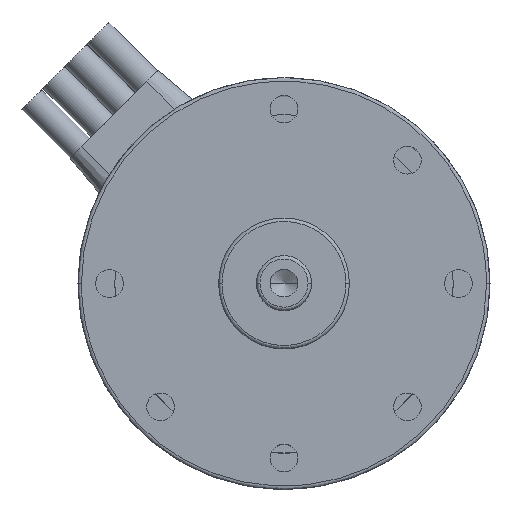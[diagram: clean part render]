
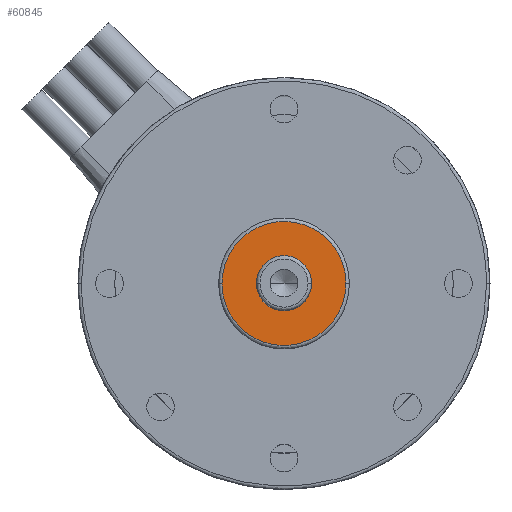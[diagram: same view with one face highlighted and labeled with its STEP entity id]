
A CAD part, top view. The second image highlights one B-rep face of the part: STEP entity #60845.
In plain terms, the highlighted planar face has unit normal (0, 0, 1).
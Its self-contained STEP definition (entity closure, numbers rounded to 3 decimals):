
#3738 = CARTESIAN_POINT ( 'NONE',  ( -9.025, 0., 3.5 ) ) ;
#4141 = DIRECTION ( 'NONE',  ( 1., 0., 0. ) ) ;
#7271 = ORIENTED_EDGE ( 'NONE', *, *, #69021, .T. ) ;
#7465 = CARTESIAN_POINT ( 'NONE',  ( 4., 0., 3.5 ) ) ;
#9775 = CARTESIAN_POINT ( 'NONE',  ( 9.025, 18.05, 3.5 ) ) ;
#10147 = CARTESIAN_POINT ( 'NONE',  ( 9.025, 0., 3.5 ) ) ;
#10262 = AXIS2_PLACEMENT_3D ( 'NONE', #51302, #45823, #29369 ) ;
#13133 = CARTESIAN_POINT ( 'NONE',  ( -4., 0., 3.5 ) ) ;
#14731 = CARTESIAN_POINT ( 'NONE',  ( -9.025, -18.05, 3.5 ) ) ;
#15496 = CARTESIAN_POINT ( 'NONE',  ( 0., 0., 3.5 ) ) ;
#16222 = DIRECTION ( 'NONE',  ( 0., 0., 1. ) ) ;
#21529 = EDGE_LOOP ( 'NONE', ( #52856, #55282 ) ) ;
#21653 = VERTEX_POINT ( 'NONE', #7465 ) ;
#28114 = AXIS2_PLACEMENT_3D ( 'NONE', #35630, #52403, #64112 ) ;
#28237 = VERTEX_POINT ( 'NONE', #13133 ) ;
#29369 = DIRECTION ( 'NONE',  ( -1., 0., 0. ) ) ;
#29411 = EDGE_CURVE ( 'NONE', #38647, #72138, #64084, .T. ) ;
#31918 = EDGE_LOOP ( 'NONE', ( #37942, #7271 ) ) ;
#32077 = CARTESIAN_POINT ( 'NONE',  ( -9.025, 0., 3.5 ) ) ;
#33784 =( BOUNDED_CURVE ( )  B_SPLINE_CURVE ( 3, ( #47618, #53433, #14731, #3738 ),
 .UNSPECIFIED., .F., .F. ) 
 B_SPLINE_CURVE_WITH_KNOTS ( ( 4, 4 ),
 ( 0., 1. ),
 .UNSPECIFIED. ) 
 CURVE ( )  GEOMETRIC_REPRESENTATION_ITEM ( )  RATIONAL_B_SPLINE_CURVE ( ( 1., 0.333, 0.333, 1. ) ) 
 REPRESENTATION_ITEM ( '' )  );
#35630 = CARTESIAN_POINT ( 'NONE',  ( 0., 0., 3.5 ) ) ;
#37786 = FACE_OUTER_BOUND ( 'NONE', #21529, .T. ) ;
#37942 = ORIENTED_EDGE ( 'NONE', *, *, #51810, .T. ) ;
#38154 = PLANE ( 'NONE',  #57059 ) ;
#38647 = VERTEX_POINT ( 'NONE', #63485 ) ;
#42701 = EDGE_CURVE ( 'NONE', #72138, #38647, #33784, .T. ) ;
#43757 = CARTESIAN_POINT ( 'NONE',  ( -9.025, 18.05, 3.5 ) ) ;
#45823 = DIRECTION ( 'NONE',  ( 0., 0., -1. ) ) ;
#47618 = CARTESIAN_POINT ( 'NONE',  ( 9.025, 0., 3.5 ) ) ;
#51302 = CARTESIAN_POINT ( 'NONE',  ( 0., 0., 3.5 ) ) ;
#51810 = EDGE_CURVE ( 'NONE', #28237, #21653, #52552, .T. ) ;
#52403 = DIRECTION ( 'NONE',  ( 0., 0., -1. ) ) ;
#52552 = CIRCLE ( 'NONE', #28114, 4. ) ;
#52856 = ORIENTED_EDGE ( 'NONE', *, *, #29411, .F. ) ;
#53433 = CARTESIAN_POINT ( 'NONE',  ( 9.025, -18.05, 3.5 ) ) ;
#53840 = CARTESIAN_POINT ( 'NONE',  ( 9.025, 0., 3.5 ) ) ;
#54205 = FACE_BOUND ( 'NONE', #31918, .T. ) ;
#55282 = ORIENTED_EDGE ( 'NONE', *, *, #42701, .F. ) ;
#57059 = AXIS2_PLACEMENT_3D ( 'NONE', #15496, #16222, #4141 ) ;
#60845 = ADVANCED_FACE ( 'NONE', ( #54205, #37786 ), #38154, .T. ) ;
#63485 = CARTESIAN_POINT ( 'NONE',  ( -9.025, 0., 3.5 ) ) ;
#64084 =( BOUNDED_CURVE ( )  B_SPLINE_CURVE ( 3, ( #32077, #43757, #9775, #10147 ),
 .UNSPECIFIED., .F., .T. ) 
 B_SPLINE_CURVE_WITH_KNOTS ( ( 4, 4 ),
 ( 0., 1. ),
 .UNSPECIFIED. ) 
 CURVE ( )  GEOMETRIC_REPRESENTATION_ITEM ( )  RATIONAL_B_SPLINE_CURVE ( ( 1., 0.333, 0.333, 1. ) ) 
 REPRESENTATION_ITEM ( '' )  );
#64112 = DIRECTION ( 'NONE',  ( -1., 0., 0. ) ) ;
#68580 = CIRCLE ( 'NONE', #10262, 4. ) ;
#69021 = EDGE_CURVE ( 'NONE', #21653, #28237, #68580, .T. ) ;
#72138 = VERTEX_POINT ( 'NONE', #53840 ) ;
